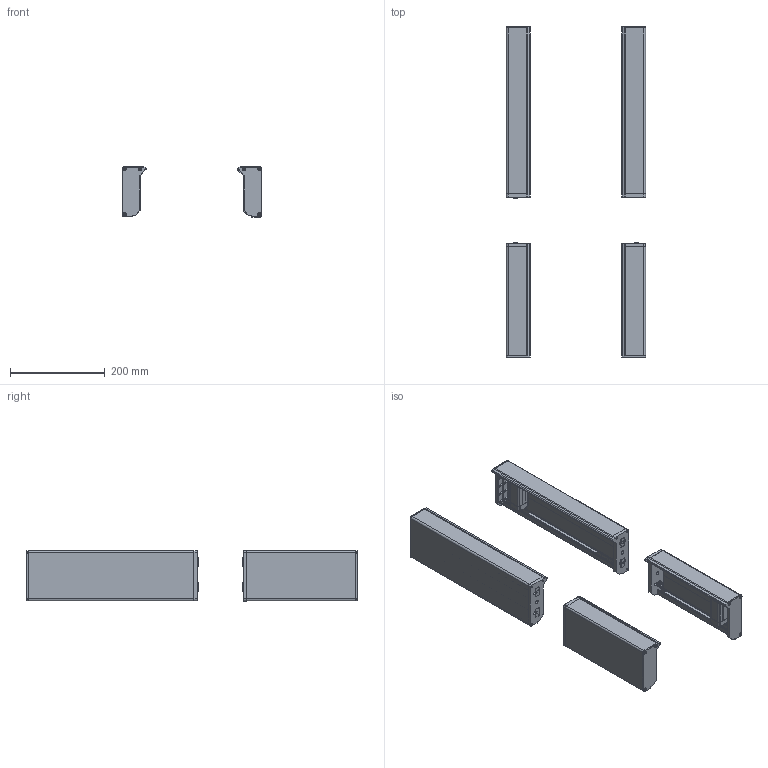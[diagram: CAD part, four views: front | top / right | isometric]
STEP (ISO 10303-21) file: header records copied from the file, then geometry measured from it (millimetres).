
FILE_DESCRIPTION (( 'STEP AP214' ), '1' );
FILE_NAME ('MZ-T2X.STEP', '2020-09-29T17:40:16', ( '' ), ( '' ), 'SwSTEP 2.0', 'SolidWorks 2019', '' );
FILE_SCHEMA (( 'AUTOMOTIVE_DESIGN' ));
Length unit declared in the file: millimetre
Products named in the file (5): MZ-T2X -1; MZ-T2X -2; MZ-T2X; MZ-T2X -4; MZ-T2X -3
Assembly tree (4 placements, depth 2):
  MZ-T2X
    MZ-T2X -1
    MZ-T2X -2
    MZ-T2X -3
    MZ-T2X -4
Bounding box: 293.66 x 698.03 x 106 mm (x, y, z)
Volume: 874869.4 mm3; surface area: 753472.6 mm2
Topology: 127 solids, 127 shells, 5693 faces, 14669 edges, 9317 vertices
Faces by surface type: plane 2605, cylinder 2288, bspline 561, cone 128, torus 111
Full cylindrical faces by diameter (mm): 2.5 x32, 3 x32, 3.5 x16, 3.6 x24, 4 x8, 4.5 x4, 5 x44, 5.5 x12, 6.4 x12, 7 x12, 7.5 x4, 10 x12, 12 x12
Entity records: 194134 total; most frequent: CARTESIAN_POINT 56883, ORIENTED_EDGE 28364, DIRECTION 28100, EDGE_CURVE 14182, AXIS2_PLACEMENT_3D 9830, VERTEX_POINT 9206, VECTOR 8440, LINE 8440
